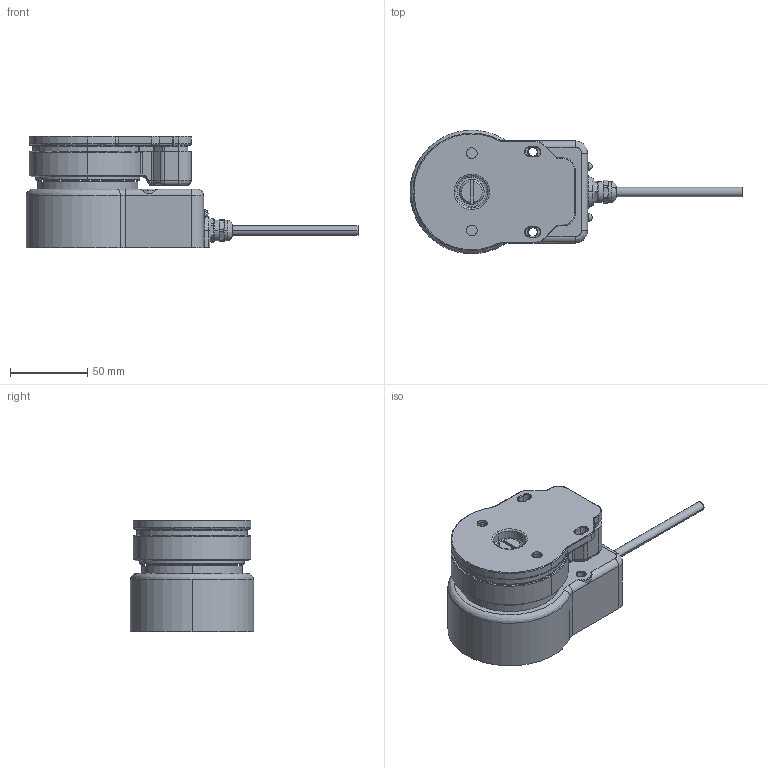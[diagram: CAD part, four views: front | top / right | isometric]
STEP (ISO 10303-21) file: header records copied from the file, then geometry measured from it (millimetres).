
FILE_DESCRIPTION (( 'STEP AP214' ), '1' );
FILE_NAME ('MGL-1SS-U-462001.step', '2017-09-27T13:49:08', ( '' ), ( '' ), 'SwSTEP 2.0', 'SolidWorks 2017', '' );
FILE_SCHEMA (( 'AUTOMOTIVE_DESIGN' ));
Length unit declared in the file: inch
Products named in the file (3): MGL-1SS-U-462001; MGL-1SS-U-462001_1; MGL-1SS-U-462001_2
Assembly tree (2 placements, depth 2):
  MGL-1SS-U-462001
    MGL-1SS-U-462001_1
    MGL-1SS-U-462001_2
Bounding box: 215 x 79.84 x 72.5 mm (x, y, z)
Volume: 319944.2 mm3; surface area: 141893.1 mm2
Topology: 19 solids, 19 shells, 1647 faces, 3913 edges, 2315 vertices
Faces by surface type: cylinder 679, plane 423, bspline 409, cone 136
Entity records: 59182 total; most frequent: CARTESIAN_POINT 22706, ORIENTED_EDGE 7720, DIRECTION 7518, EDGE_CURVE 3860, AXIS2_PLACEMENT_3D 2927, VERTEX_POINT 2315, EDGE_LOOP 1777, CIRCLE 1684
